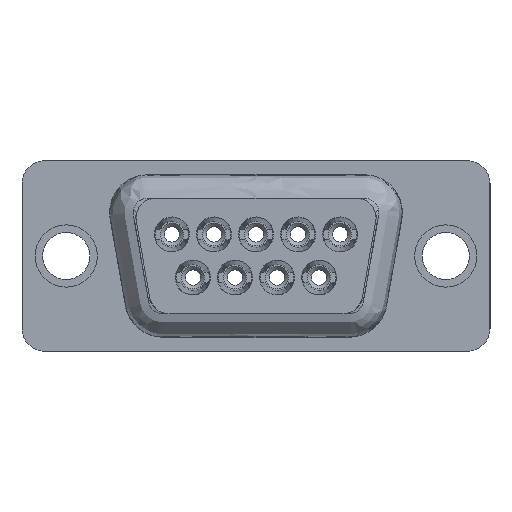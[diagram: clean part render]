
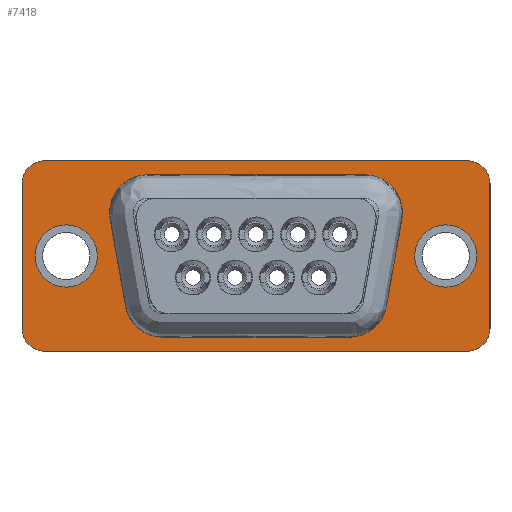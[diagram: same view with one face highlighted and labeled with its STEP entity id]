
A CAD part, front view. The second image highlights one B-rep face of the part: STEP entity #7418.
In plain terms, the highlighted planar face has unit normal (0, -1, 0).
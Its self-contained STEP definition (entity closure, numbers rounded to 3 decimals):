
#787=CIRCLE('',#8270,2.05);
#788=CIRCLE('',#8271,2.05);
#789=CIRCLE('',#8272,1.5);
#790=CIRCLE('',#8273,1.5);
#791=CIRCLE('',#8274,1.5);
#792=CIRCLE('',#8275,1.5);
#793=CIRCLE('',#8276,2.5);
#794=CIRCLE('',#8277,2.5);
#795=CIRCLE('',#8278,2.5);
#796=CIRCLE('',#8279,2.5);
#2775=ORIENTED_EDGE('',*,*,#3859,.F.);
#2776=ORIENTED_EDGE('',*,*,#3860,.T.);
#2777=ORIENTED_EDGE('',*,*,#3861,.F.);
#2778=ORIENTED_EDGE('',*,*,#3862,.F.);
#2779=ORIENTED_EDGE('',*,*,#3863,.F.);
#2780=ORIENTED_EDGE('',*,*,#3864,.F.);
#2781=ORIENTED_EDGE('',*,*,#3865,.F.);
#2782=ORIENTED_EDGE('',*,*,#3866,.F.);
#2783=ORIENTED_EDGE('',*,*,#3867,.F.);
#2784=ORIENTED_EDGE('',*,*,#3868,.F.);
#2785=ORIENTED_EDGE('',*,*,#3869,.F.);
#2786=ORIENTED_EDGE('',*,*,#3870,.F.);
#2787=ORIENTED_EDGE('',*,*,#3871,.F.);
#2788=ORIENTED_EDGE('',*,*,#3872,.F.);
#2789=ORIENTED_EDGE('',*,*,#3873,.F.);
#2790=ORIENTED_EDGE('',*,*,#3874,.F.);
#2791=ORIENTED_EDGE('',*,*,#3875,.F.);
#2792=ORIENTED_EDGE('',*,*,#3876,.F.);
#3859=EDGE_CURVE('',#4531,#4531,#787,.F.);
#3860=EDGE_CURVE('',#4532,#4532,#788,.T.);
#3861=EDGE_CURVE('',#4533,#4534,#789,.T.);
#3862=EDGE_CURVE('',#4535,#4533,#5067,.T.);
#3863=EDGE_CURVE('',#4536,#4535,#790,.T.);
#3864=EDGE_CURVE('',#4537,#4536,#5068,.T.);
#3865=EDGE_CURVE('',#4538,#4537,#791,.T.);
#3866=EDGE_CURVE('',#4539,#4538,#5069,.T.);
#3867=EDGE_CURVE('',#4540,#4539,#792,.T.);
#3868=EDGE_CURVE('',#4534,#4540,#5070,.T.);
#3869=EDGE_CURVE('',#4541,#4542,#793,.F.);
#3870=EDGE_CURVE('',#4543,#4541,#5071,.T.);
#3871=EDGE_CURVE('',#4544,#4543,#794,.F.);
#3872=EDGE_CURVE('',#4545,#4544,#5072,.T.);
#3873=EDGE_CURVE('',#4546,#4545,#795,.F.);
#3874=EDGE_CURVE('',#4547,#4546,#5073,.T.);
#3875=EDGE_CURVE('',#4548,#4547,#796,.F.);
#3876=EDGE_CURVE('',#4542,#4548,#5074,.T.);
#4531=VERTEX_POINT('',#13096);
#4532=VERTEX_POINT('',#13098);
#4533=VERTEX_POINT('',#13100);
#4534=VERTEX_POINT('',#13101);
#4535=VERTEX_POINT('',#13103);
#4536=VERTEX_POINT('',#13105);
#4537=VERTEX_POINT('',#13107);
#4538=VERTEX_POINT('',#13109);
#4539=VERTEX_POINT('',#13111);
#4540=VERTEX_POINT('',#13113);
#4541=VERTEX_POINT('',#13116);
#4542=VERTEX_POINT('',#13117);
#4543=VERTEX_POINT('',#13119);
#4544=VERTEX_POINT('',#13121);
#4545=VERTEX_POINT('',#13123);
#4546=VERTEX_POINT('',#13125);
#4547=VERTEX_POINT('',#13127);
#4548=VERTEX_POINT('',#13129);
#5067=LINE('',#13102,#5591);
#5068=LINE('',#13106,#5592);
#5069=LINE('',#13110,#5593);
#5070=LINE('',#13114,#5594);
#5071=LINE('',#13118,#5595);
#5072=LINE('',#13122,#5596);
#5073=LINE('',#13126,#5597);
#5074=LINE('',#13130,#5598);
#5591=VECTOR('',#10385,1000.);
#5592=VECTOR('',#10388,1000.);
#5593=VECTOR('',#10391,1000.);
#5594=VECTOR('',#10394,1000.);
#5595=VECTOR('',#10397,1000.);
#5596=VECTOR('',#10400,1000.);
#5597=VECTOR('',#10403,1000.);
#5598=VECTOR('',#10406,1000.);
#6157=EDGE_LOOP('',(#2775));
#6158=EDGE_LOOP('',(#2776));
#6159=EDGE_LOOP('',(#2777,#2778,#2779,#2780,#2781,#2782,#2783,#2784));
#6160=EDGE_LOOP('',(#2785,#2786,#2787,#2788,#2789,#2790,#2791,#2792));
#6745=FACE_BOUND('',#6157,.T.);
#6746=FACE_BOUND('',#6158,.T.);
#6747=FACE_BOUND('',#6159,.T.);
#6748=FACE_BOUND('',#6160,.T.);
#6974=PLANE('',#8269);
#7418=ADVANCED_FACE('',(#6745,#6746,#6747,#6748),#6974,.F.);
#8269=AXIS2_PLACEMENT_3D('',#13094,#10377,#10378);
#8270=AXIS2_PLACEMENT_3D('',#13095,#10379,#10380);
#8271=AXIS2_PLACEMENT_3D('',#13097,#10381,#10382);
#8272=AXIS2_PLACEMENT_3D('',#13099,#10383,#10384);
#8273=AXIS2_PLACEMENT_3D('',#13104,#10386,#10387);
#8274=AXIS2_PLACEMENT_3D('',#13108,#10389,#10390);
#8275=AXIS2_PLACEMENT_3D('',#13112,#10392,#10393);
#8276=AXIS2_PLACEMENT_3D('',#13115,#10395,#10396);
#8277=AXIS2_PLACEMENT_3D('',#13120,#10398,#10399);
#8278=AXIS2_PLACEMENT_3D('',#13124,#10401,#10402);
#8279=AXIS2_PLACEMENT_3D('',#13128,#10404,#10405);
#10377=DIRECTION('',(0.,1.,0.));
#10378=DIRECTION('',(0.,0.,1.));
#10379=DIRECTION('',(0.,1.,0.));
#10380=DIRECTION('',(0.,0.,1.));
#10381=DIRECTION('',(0.,1.,0.));
#10382=DIRECTION('',(1.,0.,0.));
#10383=DIRECTION('',(0.,1.,0.));
#10384=DIRECTION('',(1.,0.,0.));
#10385=DIRECTION('',(0.,0.,1.));
#10386=DIRECTION('',(0.,1.,0.));
#10387=DIRECTION('',(1.,0.,0.));
#10388=DIRECTION('',(-1.,0.,0.));
#10389=DIRECTION('',(0.,1.,0.));
#10390=DIRECTION('',(1.,0.,0.));
#10391=DIRECTION('',(0.,0.,-1.));
#10392=DIRECTION('',(0.,1.,0.));
#10393=DIRECTION('',(-1.,0.,0.));
#10394=DIRECTION('',(1.,0.,0.));
#10395=DIRECTION('',(0.,1.,0.));
#10396=DIRECTION('',(0.,0.,1.));
#10397=DIRECTION('',(0.174,0.,0.985));
#10398=DIRECTION('',(0.,1.,0.));
#10399=DIRECTION('',(0.,0.,1.));
#10400=DIRECTION('',(1.,0.,0.));
#10401=DIRECTION('',(0.,1.,0.));
#10402=DIRECTION('',(0.,0.,1.));
#10403=DIRECTION('',(0.174,0.,-0.985));
#10404=DIRECTION('',(0.,1.,0.));
#10405=DIRECTION('',(0.,0.,1.));
#10406=DIRECTION('',(-1.,0.,0.));
#13094=CARTESIAN_POINT('',(-13.905,0.,4.775));
#13095=CARTESIAN_POINT('',(12.495,0.,0.));
#13096=CARTESIAN_POINT('',(12.495,0.,2.05));
#13097=CARTESIAN_POINT('',(-12.495,0.,0.));
#13098=CARTESIAN_POINT('',(-10.445,0.,0.));
#13099=CARTESIAN_POINT('',(-13.905,0.,4.775));
#13100=CARTESIAN_POINT('',(-15.405,0.,4.775));
#13101=CARTESIAN_POINT('',(-13.905,0.,6.275));
#13102=CARTESIAN_POINT('',(-15.405,0.,-4.775));
#13103=CARTESIAN_POINT('',(-15.405,0.,-4.775));
#13104=CARTESIAN_POINT('',(-13.905,0.,-4.775));
#13105=CARTESIAN_POINT('',(-13.905,0.,-6.275));
#13106=CARTESIAN_POINT('',(13.905,0.,-6.275));
#13107=CARTESIAN_POINT('',(13.905,0.,-6.275));
#13108=CARTESIAN_POINT('',(13.905,0.,-4.775));
#13109=CARTESIAN_POINT('',(15.405,0.,-4.775));
#13110=CARTESIAN_POINT('',(15.405,0.,4.775));
#13111=CARTESIAN_POINT('',(15.405,0.,4.775));
#13112=CARTESIAN_POINT('',(13.905,0.,4.775));
#13113=CARTESIAN_POINT('',(13.905,0.,6.275));
#13114=CARTESIAN_POINT('',(-13.905,0.,6.275));
#13115=CARTESIAN_POINT('',(7.14,0.,2.85));
#13116=CARTESIAN_POINT('',(9.602,0.,2.416));
#13117=CARTESIAN_POINT('',(7.14,0.,5.35));
#13118=CARTESIAN_POINT('',(9.297,0.,0.684));
#13119=CARTESIAN_POINT('',(8.597,0.,-3.284));
#13120=CARTESIAN_POINT('',(6.135,0.,-2.85));
#13121=CARTESIAN_POINT('',(6.135,0.,-5.35));
#13122=CARTESIAN_POINT('',(-13.905,0.,-5.35));
#13123=CARTESIAN_POINT('',(-6.135,0.,-5.35));
#13124=CARTESIAN_POINT('',(-6.135,0.,-2.85));
#13125=CARTESIAN_POINT('',(-8.597,0.,-3.284));
#13126=CARTESIAN_POINT('',(-10.135,0.,5.44));
#13127=CARTESIAN_POINT('',(-9.602,0.,2.416));
#13128=CARTESIAN_POINT('',(-7.14,0.,2.85));
#13129=CARTESIAN_POINT('',(-7.14,0.,5.35));
#13130=CARTESIAN_POINT('',(-13.905,0.,5.35));
